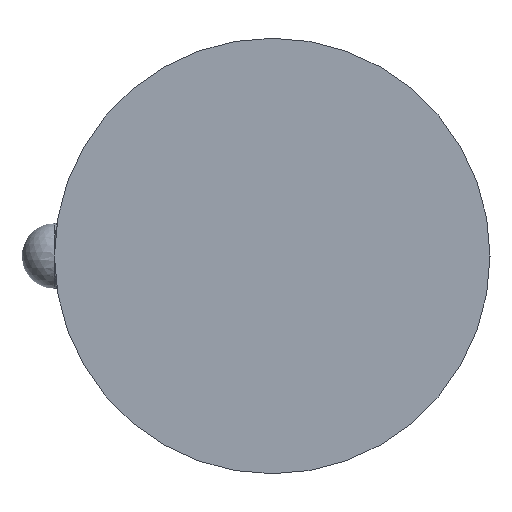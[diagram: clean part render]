
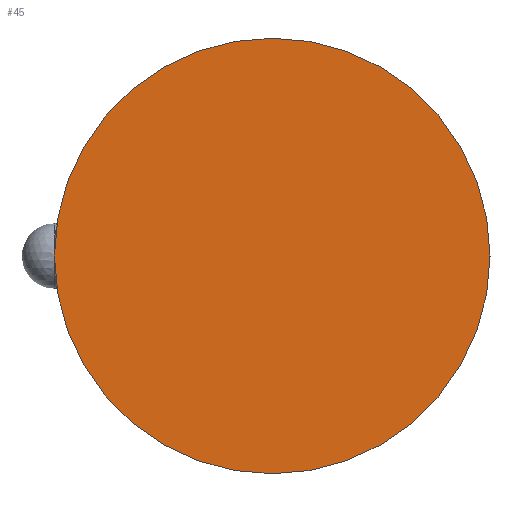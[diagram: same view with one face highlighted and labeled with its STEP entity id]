
A CAD part, left-side view. The second image highlights one B-rep face of the part: STEP entity #45.
In plain terms, the highlighted planar face has unit normal (-1, 0, 0).
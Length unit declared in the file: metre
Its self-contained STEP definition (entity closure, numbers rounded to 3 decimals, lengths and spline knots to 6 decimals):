
#45=ADVANCED_FACE('0:26',(#88),#89,.T.);
#88=FACE_OUTER_BOUND('',#126,.T.);
#89=PLANE('',#127);
#126=EDGE_LOOP('',(#185,#186));
#127=AXIS2_PLACEMENT_3D('',#187,#188,#189);
#185=ORIENTED_EDGE('',*,*,#235,.F.);
#186=ORIENTED_EDGE('',*,*,#253,.F.);
#187=CARTESIAN_POINT('',(-0.0975,0.02,0.0));
#188=DIRECTION('',(-1.0,0.0,0.0));
#189=DIRECTION('',(0.0,1.0,0.0));
#235=EDGE_CURVE('0:38',#274,#262,#276,.F.);
#253=EDGE_CURVE('0:38',#262,#274,#300,.F.);
#262=VERTEX_POINT('',#309);
#274=VERTEX_POINT('',#390);
#276=CIRCLE('',#393,0.01);
#300=CIRCLE('',#489,0.01);
#309=CARTESIAN_POINT('',(-0.0975,0.065,0.));
#390=CARTESIAN_POINT('',(-0.0975,0.085,0.));
#393=AXIS2_PLACEMENT_3D('',#503,#504,#505);
#489=AXIS2_PLACEMENT_3D('',#530,#531,#532);
#503=CARTESIAN_POINT('',(-0.0975,0.075,0.));
#504=DIRECTION('',(-1.0,0.0,0.0));
#505=DIRECTION('',(0.0,-1.0,0.0));
#530=CARTESIAN_POINT('',(-0.0975,0.075,0.));
#531=DIRECTION('',(-1.0,0.0,0.0));
#532=DIRECTION('',(0.0,-1.0,0.0));
